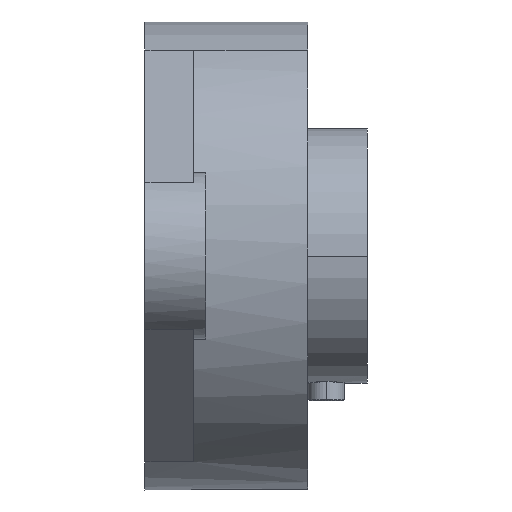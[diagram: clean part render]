
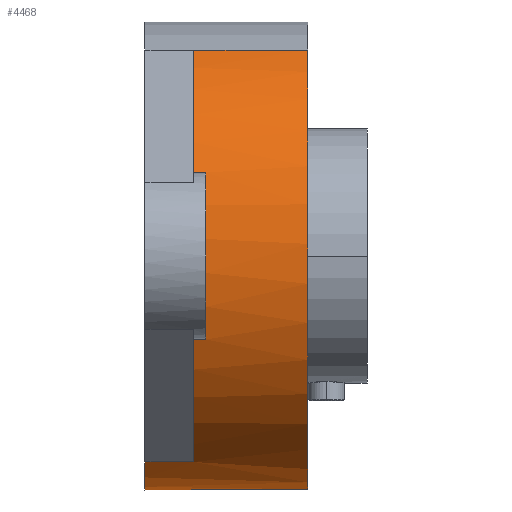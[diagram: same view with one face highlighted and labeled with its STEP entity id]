
A CAD part, left-side view. The second image highlights one B-rep face of the part: STEP entity #4468.
In plain terms, the highlighted cylindrical face has radius 57.5 mm (diameter 115 mm), a partial arc.
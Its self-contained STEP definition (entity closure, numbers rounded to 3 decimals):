
#811=CARTESIAN_POINT('',(0.,5.,0.));
#812=DIRECTION('',(0.,-1.,0.));
#813=DIRECTION('',(-0.934,0.,0.357));
#814=AXIS2_PLACEMENT_3D('',#811,#812,#813);
#816=DIRECTION('',(0.,-1.,0.));
#817=VECTOR('',#816,3.);
#818=CARTESIAN_POINT('',(-53.722,8.,20.5));
#819=LINE('',#818,#817);
#820=CARTESIAN_POINT('',(0.,8.,0.));
#821=DIRECTION('',(0.,1.,0.));
#822=DIRECTION('',(-0.934,0.,0.357));
#823=AXIS2_PLACEMENT_3D('',#820,#821,#822);
#825=CARTESIAN_POINT('',(0.,-20.,0.));
#826=DIRECTION('',(0.,-1.,0.));
#827=DIRECTION('',(-0.474,0.,0.88));
#828=AXIS2_PLACEMENT_3D('',#825,#826,#827);
#830=CARTESIAN_POINT('',(0.,8.,0.));
#831=DIRECTION('',(0.,1.,0.));
#832=DIRECTION('',(0.474,0.,0.88));
#833=AXIS2_PLACEMENT_3D('',#830,#831,#832);
#835=DIRECTION('',(0.,-1.,0.));
#836=VECTOR('',#835,3.);
#837=CARTESIAN_POINT('',(53.722,8.,20.5));
#838=LINE('',#837,#836);
#839=CARTESIAN_POINT('',(0.,5.,0.));
#840=DIRECTION('',(0.,-1.,0.));
#841=DIRECTION('',(0.934,0.,-0.357));
#842=AXIS2_PLACEMENT_3D('',#839,#840,#841);
#844=DIRECTION('',(0.,-1.,0.));
#845=VECTOR('',#844,3.);
#846=CARTESIAN_POINT('',(53.722,8.,-20.5));
#847=LINE('',#846,#845);
#848=CARTESIAN_POINT('',(0.,8.,0.));
#849=DIRECTION('',(0.,1.,0.));
#850=DIRECTION('',(0.934,0.,-0.357));
#851=AXIS2_PLACEMENT_3D('',#848,#849,#850);
#853=DIRECTION('',(0.,1.,0.));
#854=VECTOR('',#853,12.);
#855=CARTESIAN_POINT('',(27.276,8.,-50.619));
#856=LINE('',#855,#854);
#857=CARTESIAN_POINT('',(0.,8.,0.));
#858=DIRECTION('',(0.,1.,0.));
#859=DIRECTION('',(-0.474,0.,-0.88));
#860=AXIS2_PLACEMENT_3D('',#857,#858,#859);
#862=DIRECTION('',(0.,-1.,0.));
#863=VECTOR('',#862,3.);
#864=CARTESIAN_POINT('',(-53.722,8.,-20.5));
#865=LINE('',#864,#863);
#866=CARTESIAN_POINT('',(43.058,-10.,-38.108));
#867=CARTESIAN_POINT('',(43.058,-10.342,-38.108));
#868=CARTESIAN_POINT('',(42.995,-10.995,-38.18));
#869=CARTESIAN_POINT('',(42.715,-11.918,-38.494));
#870=CARTESIAN_POINT('',(42.27,-12.681,-38.984));
#871=CARTESIAN_POINT('',(41.689,-13.228,-39.605));
#872=CARTESIAN_POINT('',(41.016,-13.512,-40.302));
#873=CARTESIAN_POINT('',(40.302,-13.512,-41.016));
#874=CARTESIAN_POINT('',(39.605,-13.228,-41.689));
#875=CARTESIAN_POINT('',(38.984,-12.681,-42.27));
#876=CARTESIAN_POINT('',(38.494,-11.918,-42.715));
#877=CARTESIAN_POINT('',(38.18,-10.995,-42.995));
#878=CARTESIAN_POINT('',(38.108,-10.342,-43.058));
#879=CARTESIAN_POINT('',(38.108,-10.,-43.058));
#881=CARTESIAN_POINT('',(38.108,-10.,-43.058));
#882=CARTESIAN_POINT('',(38.108,-9.658,-43.058));
#883=CARTESIAN_POINT('',(38.18,-9.005,-42.995));
#884=CARTESIAN_POINT('',(38.494,-8.082,-42.715));
#885=CARTESIAN_POINT('',(38.984,-7.319,-42.27));
#886=CARTESIAN_POINT('',(39.605,-6.772,-41.689));
#887=CARTESIAN_POINT('',(40.302,-6.488,-41.016));
#888=CARTESIAN_POINT('',(41.016,-6.488,-40.302));
#889=CARTESIAN_POINT('',(41.689,-6.772,-39.605));
#890=CARTESIAN_POINT('',(42.27,-7.319,-38.984));
#891=CARTESIAN_POINT('',(42.715,-8.082,-38.494));
#892=CARTESIAN_POINT('',(42.995,-9.005,-38.18));
#893=CARTESIAN_POINT('',(43.058,-9.658,-38.108));
#894=CARTESIAN_POINT('',(43.058,-10.,-38.108));
#1024=CARTESIAN_POINT('',(0.,20.,0.));
#1025=DIRECTION('',(0.,-1.,0.));
#1026=DIRECTION('',(-0.474,0.,-0.88));
#1027=AXIS2_PLACEMENT_3D('',#1024,#1025,#1026);
#1122=DIRECTION('',(0.,-1.,0.));
#1123=VECTOR('',#1122,28.);
#1124=CARTESIAN_POINT('',(27.276,8.,50.619));
#1125=LINE('',#1124,#1123);
#1126=DIRECTION('',(0.,-1.,0.));
#1127=VECTOR('',#1126,28.);
#1128=CARTESIAN_POINT('',(-27.276,8.,50.619));
#1129=LINE('',#1128,#1127);
#1154=DIRECTION('',(0.,1.,0.));
#1155=VECTOR('',#1154,12.);
#1156=CARTESIAN_POINT('',(-27.276,8.,-50.619));
#1157=LINE('',#1156,#1155);
#3014=CARTESIAN_POINT('',(27.276,20.,-50.619));
#3015=VERTEX_POINT('',#3014);
#3016=CARTESIAN_POINT('',(-27.276,20.,-50.619));
#3017=VERTEX_POINT('',#3016);
#3024=CARTESIAN_POINT('',(27.276,8.,50.619));
#3025=CARTESIAN_POINT('',(27.276,-20.,50.619));
#3026=VERTEX_POINT('',#3024);
#3027=VERTEX_POINT('',#3025);
#3028=CARTESIAN_POINT('',(-27.276,8.,50.619));
#3029=CARTESIAN_POINT('',(-27.276,-20.,50.619));
#3030=VERTEX_POINT('',#3028);
#3031=VERTEX_POINT('',#3029);
#3032=CARTESIAN_POINT('',(27.276,8.,-50.619));
#3033=VERTEX_POINT('',#3032);
#3034=CARTESIAN_POINT('',(-27.276,8.,-50.619));
#3035=VERTEX_POINT('',#3034);
#3044=CARTESIAN_POINT('',(-53.722,5.,20.5));
#3045=CARTESIAN_POINT('',(-53.722,5.,-20.5));
#3046=VERTEX_POINT('',#3044);
#3047=VERTEX_POINT('',#3045);
#3048=CARTESIAN_POINT('',(53.722,5.,-20.5));
#3049=CARTESIAN_POINT('',(53.722,5.,20.5));
#3050=VERTEX_POINT('',#3048);
#3051=VERTEX_POINT('',#3049);
#3052=CARTESIAN_POINT('',(53.722,8.,20.5));
#3053=VERTEX_POINT('',#3052);
#3054=CARTESIAN_POINT('',(53.722,8.,-20.5));
#3055=VERTEX_POINT('',#3054);
#3056=CARTESIAN_POINT('',(-53.722,8.,-20.5));
#3057=VERTEX_POINT('',#3056);
#3058=CARTESIAN_POINT('',(-53.722,8.,20.5));
#3059=VERTEX_POINT('',#3058);
#3196=VERTEX_POINT('',#866);
#3197=VERTEX_POINT('',#879);
#4424=CARTESIAN_POINT('',(0.,-20.,0.));
#4425=DIRECTION('',(0.,-1.,0.));
#4426=DIRECTION('',(1.,0.,0.));
#4427=AXIS2_PLACEMENT_3D('',#4424,#4425,#4426);
#4428=CYLINDRICAL_SURFACE('',#4427,57.5);
#4430=ORIENTED_EDGE('',*,*,#4429,.F.);
#4432=ORIENTED_EDGE('',*,*,#4431,.F.);
#4434=ORIENTED_EDGE('',*,*,#4433,.T.);
#4436=ORIENTED_EDGE('',*,*,#4435,.T.);
#4437=ORIENTED_EDGE('',*,*,#3975,.T.);
#4439=ORIENTED_EDGE('',*,*,#4438,.F.);
#4441=ORIENTED_EDGE('',*,*,#4440,.T.);
#4443=ORIENTED_EDGE('',*,*,#4442,.T.);
#4445=ORIENTED_EDGE('',*,*,#4444,.F.);
#4447=ORIENTED_EDGE('',*,*,#4446,.F.);
#4449=ORIENTED_EDGE('',*,*,#4448,.T.);
#4451=ORIENTED_EDGE('',*,*,#4450,.T.);
#4453=ORIENTED_EDGE('',*,*,#4452,.F.);
#4455=ORIENTED_EDGE('',*,*,#4454,.F.);
#4457=ORIENTED_EDGE('',*,*,#4456,.T.);
#4459=ORIENTED_EDGE('',*,*,#4458,.T.);
#4460=EDGE_LOOP('',(#4430,#4432,#4434,#4436,#4437,#4439,#4441,#4443,#4445,#4447,
#4449,#4451,#4453,#4455,#4457,#4459));
#4461=FACE_OUTER_BOUND('',#4460,.F.);
#4463=ORIENTED_EDGE('',*,*,#4462,.T.);
#4465=ORIENTED_EDGE('',*,*,#4464,.T.);
#4466=EDGE_LOOP('',(#4463,#4465));
#4467=FACE_BOUND('',#4466,.F.);
#4468=ADVANCED_FACE('',(#4461,#4467),#4428,.T.);
#815=CIRCLE('',#814,57.5);
#824=CIRCLE('',#823,57.5);
#829=CIRCLE('',#828,57.5);
#834=CIRCLE('',#833,57.5);
#843=CIRCLE('',#842,57.5);
#852=CIRCLE('',#851,57.5);
#861=CIRCLE('',#860,57.5);
#880=B_SPLINE_CURVE_WITH_KNOTS('',3,(#866,#867,#868,#869,#870,#871,#872,#873,
#874,#875,#876,#877,#878,#879),.UNSPECIFIED.,.F.,.F.,(4,1,1,1,1,1,1,1,1,1,1,4),(
0.,0.091,0.182,0.273,0.364,
0.455,0.545,0.636,0.727,
0.818,0.909,1.),.UNSPECIFIED.);
#895=B_SPLINE_CURVE_WITH_KNOTS('',3,(#881,#882,#883,#884,#885,#886,#887,#888,
#889,#890,#891,#892,#893,#894),.UNSPECIFIED.,.F.,.F.,(4,1,1,1,1,1,1,1,1,1,1,4),(
0.,0.091,0.182,0.273,0.364,
0.455,0.545,0.636,0.727,
0.818,0.909,1.),.UNSPECIFIED.);
#1028=CIRCLE('',#1027,57.5);
#3975=EDGE_CURVE('',#3031,#3027,#829,.T.);
#4429=EDGE_CURVE('',#3046,#3047,#815,.T.);
#4431=EDGE_CURVE('',#3059,#3046,#819,.T.);
#4433=EDGE_CURVE('',#3059,#3030,#824,.T.);
#4435=EDGE_CURVE('',#3030,#3031,#1129,.T.);
#4438=EDGE_CURVE('',#3026,#3027,#1125,.T.);
#4440=EDGE_CURVE('',#3026,#3053,#834,.T.);
#4442=EDGE_CURVE('',#3053,#3051,#838,.T.);
#4444=EDGE_CURVE('',#3050,#3051,#843,.T.);
#4446=EDGE_CURVE('',#3055,#3050,#847,.T.);
#4448=EDGE_CURVE('',#3055,#3033,#852,.T.);
#4450=EDGE_CURVE('',#3033,#3015,#856,.T.);
#4452=EDGE_CURVE('',#3017,#3015,#1028,.T.);
#4454=EDGE_CURVE('',#3035,#3017,#1157,.T.);
#4456=EDGE_CURVE('',#3035,#3057,#861,.T.);
#4458=EDGE_CURVE('',#3057,#3047,#865,.T.);
#4462=EDGE_CURVE('',#3196,#3197,#880,.T.);
#4464=EDGE_CURVE('',#3197,#3196,#895,.T.);
